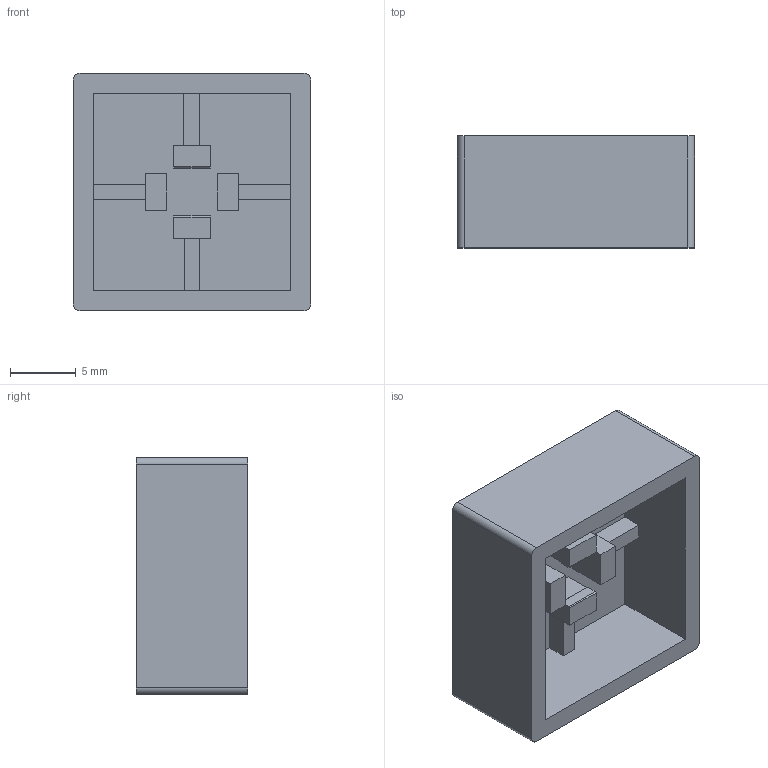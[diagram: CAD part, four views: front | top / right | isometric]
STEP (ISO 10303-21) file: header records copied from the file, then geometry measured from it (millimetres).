
FILE_DESCRIPTION(/* description */ (''),/* implementation_level */ '2;1');
FILE_NAME(/* name */ 'track_up v1.step',/* time_stamp */ '2023-03-03T22:59:15+01:00',/* author */ (''),/* organization */ (''),/* preprocessor_version */ 'ST-DEVELOPER v19.2',/* originating_system */ 'Autodesk Translation Framework v11.17.0.187',/* authorisation */ '');
FILE_SCHEMA (('AUTOMOTIVE_DESIGN { 1 0 10303 214 3 1 1 }'));
Length unit declared in the file: millimetre
Products named in the file (1): tasto_base
Bounding box: 18 x 8.5 x 18 mm (x, y, z)
Volume: 1242.7 mm3; surface area: 1929 mm2
Topology: 1 solids, 1 shells, 84 faces, 231 edges, 154 vertices
Faces by surface type: plane 74, bspline 6, cylinder 4
Entity records: 2674 total; most frequent: CARTESIAN_POINT 548, ORIENTED_EDGE 462, DIRECTION 385, EDGE_CURVE 231, LINE 211, VECTOR 211, VERTEX_POINT 154, EDGE_LOOP 89
